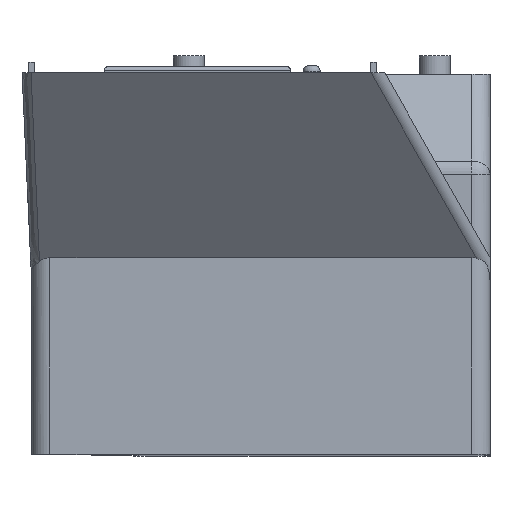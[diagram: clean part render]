
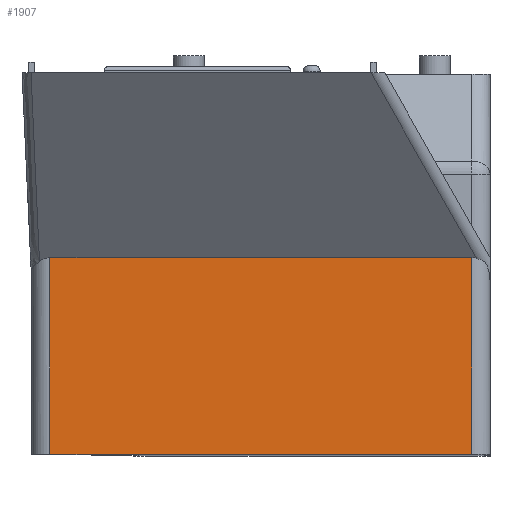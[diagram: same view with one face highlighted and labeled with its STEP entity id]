
A CAD part, top view. The second image highlights one B-rep face of the part: STEP entity #1907.
In plain terms, the highlighted planar face has unit normal (0, 0, 1).
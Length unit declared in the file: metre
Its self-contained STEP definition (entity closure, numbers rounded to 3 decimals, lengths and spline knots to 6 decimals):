
#337=ORIENTED_EDGE('',*,*,#808,.T.);
#338=ORIENTED_EDGE('',*,*,#901,.T.);
#339=ORIENTED_EDGE('',*,*,#843,.T.);
#340=ORIENTED_EDGE('',*,*,#902,.T.);
#808=EDGE_CURVE('',#1097,#1096,#1269,.T.);
#843=EDGE_CURVE('',#1126,#1131,#1290,.F.);
#901=EDGE_CURVE('',#1096,#1126,#1322,.T.);
#902=EDGE_CURVE('',#1131,#1097,#1323,.F.);
#1096=VERTEX_POINT('',#2840);
#1097=VERTEX_POINT('',#2842);
#1126=VERTEX_POINT('',#2913);
#1131=VERTEX_POINT('',#2925);
#1269=LINE('',#2841,#1434);
#1290=LINE('',#2926,#1455);
#1322=LINE('',#3080,#1487);
#1323=LINE('',#3081,#1488);
#1434=VECTOR('',#2263,1.);
#1455=VECTOR('',#2318,1.);
#1487=VECTOR('',#2392,1.);
#1488=VECTOR('',#2393,1.);
#1603=EDGE_LOOP('',(#337,#338,#339,#340));
#1731=FACE_BOUND('',#1603,.T.);
#1850=PLANE('',#2074);
#1907=ADVANCED_FACE('',(#1731),#1850,.T.);
#2074=AXIS2_PLACEMENT_3D('',#3079,#2390,#2391);
#2263=DIRECTION('',(1.,0.,0.));
#2318=DIRECTION('',(1.,0.,0.));
#2390=DIRECTION('',(0.,0.,1.));
#2391=DIRECTION('',(1.,0.,0.));
#2392=DIRECTION('',(0.,1.,0.));
#2393=DIRECTION('',(0.,1.,0.));
#2840=CARTESIAN_POINT('',(0.026,-0.062,0.0559));
#2841=CARTESIAN_POINT('',(-0.00855,-0.062,0.0559));
#2842=CARTESIAN_POINT('',(-0.042553,-0.062,0.0559));
#2913=CARTESIAN_POINT('',(0.026,-0.03,0.0559));
#2925=CARTESIAN_POINT('',(-0.042553,-0.03,0.0559));
#2926=CARTESIAN_POINT('',(-0.00855,-0.03,0.0559));
#3079=CARTESIAN_POINT('',(-0.00855,-0.062,0.0559));
#3080=CARTESIAN_POINT('',(0.026,-0.062,0.0559));
#3081=CARTESIAN_POINT('',(-0.042553,-0.062,0.0559));
